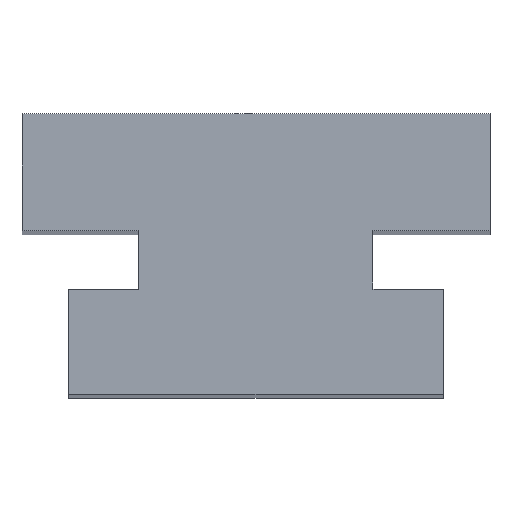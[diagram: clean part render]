
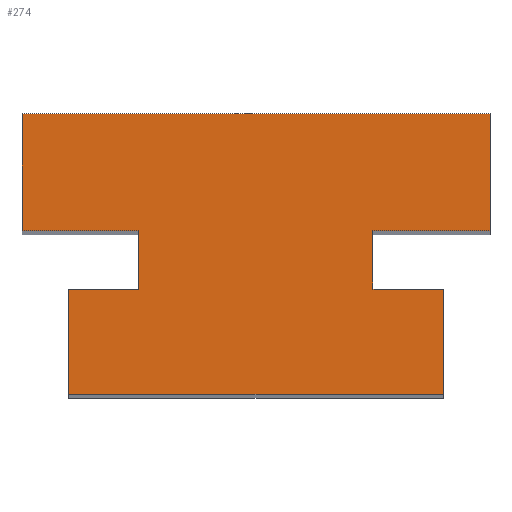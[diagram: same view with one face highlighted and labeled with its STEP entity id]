
A CAD part, top view. The second image highlights one B-rep face of the part: STEP entity #274.
In plain terms, the highlighted planar face has unit normal (0, 0, 1).
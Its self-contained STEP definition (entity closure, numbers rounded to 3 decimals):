
#28=FACE_OUTER_BOUND('',#42,.T.);
#42=EDGE_LOOP('',(#235,#236,#237,#238,#239,#240,#241,#242,#243,#244,#245,
#246));
#45=LINE('',#365,#81);
#48=LINE('',#371,#84);
#51=LINE('',#377,#87);
#54=LINE('',#383,#90);
#57=LINE('',#389,#93);
#60=LINE('',#395,#96);
#63=LINE('',#401,#99);
#66=LINE('',#407,#102);
#69=LINE('',#413,#105);
#72=LINE('',#419,#108);
#75=LINE('',#425,#111);
#78=LINE('',#429,#114);
#81=VECTOR('',#297,5.);
#84=VECTOR('',#302,5.);
#87=VECTOR('',#307,2.5);
#90=VECTOR('',#312,3.);
#93=VECTOR('',#317,4.5);
#96=VECTOR('',#322,16.);
#99=VECTOR('',#327,4.5);
#102=VECTOR('',#332,3.);
#105=VECTOR('',#337,2.5);
#108=VECTOR('',#342,5.);
#111=VECTOR('',#347,5.);
#114=VECTOR('',#352,20.);
#117=VERTEX_POINT('',#362);
#118=VERTEX_POINT('',#364);
#120=VERTEX_POINT('',#370);
#122=VERTEX_POINT('',#376);
#124=VERTEX_POINT('',#382);
#126=VERTEX_POINT('',#388);
#128=VERTEX_POINT('',#394);
#130=VERTEX_POINT('',#400);
#132=VERTEX_POINT('',#406);
#134=VERTEX_POINT('',#412);
#136=VERTEX_POINT('',#418);
#138=VERTEX_POINT('',#424);
#141=EDGE_CURVE('',#118,#117,#45,.T.);
#144=EDGE_CURVE('',#120,#118,#48,.T.);
#147=EDGE_CURVE('',#122,#120,#51,.T.);
#150=EDGE_CURVE('',#124,#122,#54,.T.);
#153=EDGE_CURVE('',#126,#124,#57,.T.);
#156=EDGE_CURVE('',#128,#126,#60,.T.);
#159=EDGE_CURVE('',#130,#128,#63,.T.);
#162=EDGE_CURVE('',#132,#130,#66,.T.);
#165=EDGE_CURVE('',#134,#132,#69,.T.);
#168=EDGE_CURVE('',#136,#134,#72,.T.);
#171=EDGE_CURVE('',#138,#136,#75,.T.);
#174=EDGE_CURVE('',#117,#138,#78,.T.);
#235=ORIENTED_EDGE('',*,*,#174,.T.);
#236=ORIENTED_EDGE('',*,*,#171,.T.);
#237=ORIENTED_EDGE('',*,*,#168,.T.);
#238=ORIENTED_EDGE('',*,*,#165,.T.);
#239=ORIENTED_EDGE('',*,*,#162,.T.);
#240=ORIENTED_EDGE('',*,*,#159,.T.);
#241=ORIENTED_EDGE('',*,*,#156,.T.);
#242=ORIENTED_EDGE('',*,*,#153,.T.);
#243=ORIENTED_EDGE('',*,*,#150,.T.);
#244=ORIENTED_EDGE('',*,*,#147,.T.);
#245=ORIENTED_EDGE('',*,*,#144,.T.);
#246=ORIENTED_EDGE('',*,*,#141,.T.);
#260=PLANE('',#290);
#274=ADVANCED_FACE('',(#28),#260,.T.);
#290=AXIS2_PLACEMENT_3D('',#431,#355,#356);
#297=DIRECTION('',(0.,1.,0.));
#302=DIRECTION('',(1.,0.,0.));
#307=DIRECTION('',(0.,1.,0.));
#312=DIRECTION('',(-1.,0.,0.));
#317=DIRECTION('',(0.,1.,0.));
#322=DIRECTION('',(1.,0.,0.));
#327=DIRECTION('',(0.,-1.,0.));
#332=DIRECTION('',(-1.,0.,0.));
#337=DIRECTION('',(0.,-1.,0.));
#342=DIRECTION('',(1.,0.,0.));
#347=DIRECTION('',(0.,-1.,0.));
#352=DIRECTION('',(-1.,0.,0.));
#355=DIRECTION('center_axis',(0.,0.,1.));
#356=DIRECTION('ref_axis',(1.,0.,0.));
#362=CARTESIAN_POINT('',(10.,6.25,100.));
#364=CARTESIAN_POINT('',(10.,1.25,100.));
#365=CARTESIAN_POINT('',(10.,6.25,100.));
#370=CARTESIAN_POINT('',(5.,1.25,100.));
#371=CARTESIAN_POINT('',(10.,1.25,100.));
#376=CARTESIAN_POINT('',(5.,-1.25,100.));
#377=CARTESIAN_POINT('',(5.,1.25,100.));
#382=CARTESIAN_POINT('',(8.,-1.25,100.));
#383=CARTESIAN_POINT('',(5.,-1.25,100.));
#388=CARTESIAN_POINT('',(8.,-5.75,100.));
#389=CARTESIAN_POINT('',(8.,-1.25,100.));
#394=CARTESIAN_POINT('',(-8.,-5.75,100.));
#395=CARTESIAN_POINT('',(8.,-5.75,100.));
#400=CARTESIAN_POINT('',(-8.,-1.25,100.));
#401=CARTESIAN_POINT('',(-8.,-5.75,100.));
#406=CARTESIAN_POINT('',(-5.,-1.25,100.));
#407=CARTESIAN_POINT('',(-8.,-1.25,100.));
#412=CARTESIAN_POINT('',(-5.,1.25,100.));
#413=CARTESIAN_POINT('',(-5.,-1.25,100.));
#418=CARTESIAN_POINT('',(-10.,1.25,100.));
#419=CARTESIAN_POINT('',(-5.,1.25,100.));
#424=CARTESIAN_POINT('',(-10.,6.25,100.));
#425=CARTESIAN_POINT('',(-10.,1.25,100.));
#429=CARTESIAN_POINT('',(-10.,6.25,100.));
#431=CARTESIAN_POINT('Origin',(0.,0.579,100.));
